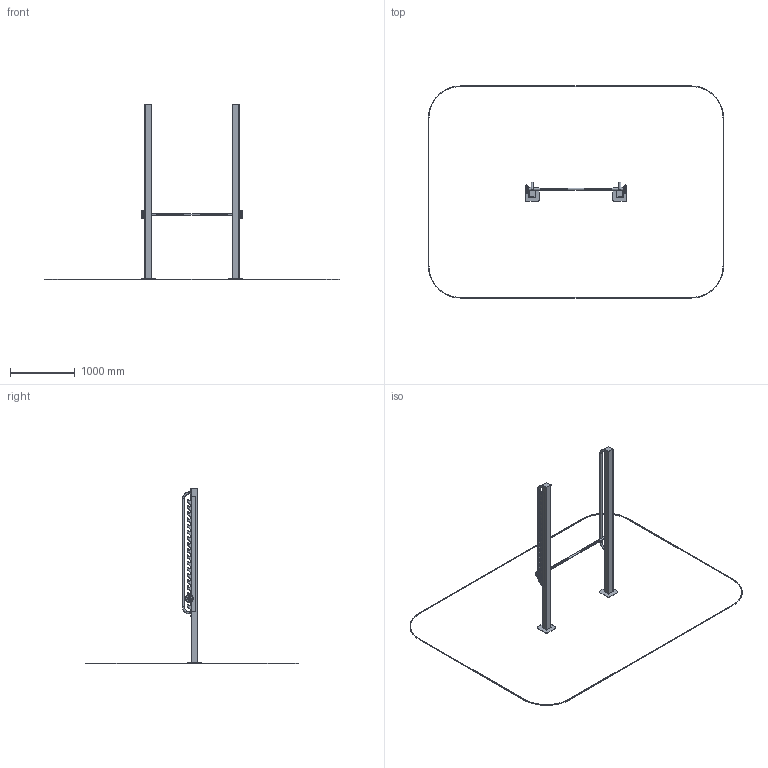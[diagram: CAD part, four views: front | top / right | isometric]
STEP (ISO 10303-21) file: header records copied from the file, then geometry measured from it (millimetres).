
FILE_DESCRIPTION(('STEP AP214'), '1');
FILE_NAME('沓麧錪', '', ('UNSPECIFIED'), ('UNSPECIFIED'), 'C3D Converter', 'C3D Toolkit', '');
FILE_SCHEMA(('AUTOMOTIVE_DESIGN { 1 0 10303 214 3 1 1}'));
Length unit declared in the file: millimetre
Products named in the file (24): -01
Assembly tree (28 placements, depth 4):
  (unnamed)
    (unnamed)
      (unnamed)
        (unnamed)
        (unnamed)
        (unnamed)
      (unnamed)
        (unnamed)
        (unnamed)  x2
      (unnamed)
    -01
      -01
        (unnamed)
        -01
        -01
      -01
        -01
        -01  x2
      -01
    (unnamed)  x2
    (unnamed)
      (unnamed)
      (unnamed)  x2
      (unnamed)  x2
Bounding box: 4581 x 3290 x 2725 mm (x, y, z)
Volume: 14713246.2 mm3; surface area: 6927934.3 mm2
Topology: 22 solids, 22 shells, 7116 faces, 15150 edges, 8104 vertices
Faces by surface type: bspline 4800, cylinder 1894, plane 402, torus 16, cone 4
Full cylindrical faces by diameter (mm): 24 x3, 25 x4, 26 x4, 28.4 x6, 30 x5, 34 x6, 50 x2, 55 x4, 105 x4, 130 x2
Entity records: 308495 total; most frequent: CARTESIAN_POINT 145909, ORIENTED_EDGE 28196, EDGE_CURVE 14098, B_SPLINE_CURVE_WITH_KNOTS 9602, DIRECTION 9521, VERTEX_POINT 7431, EDGE_LOOP 6829, COLOUR_RGB 6776
